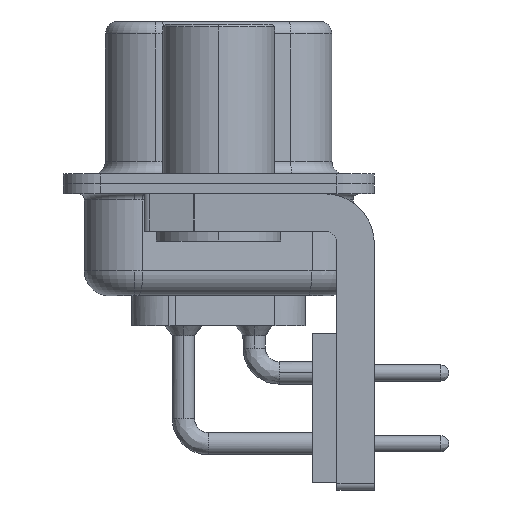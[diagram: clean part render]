
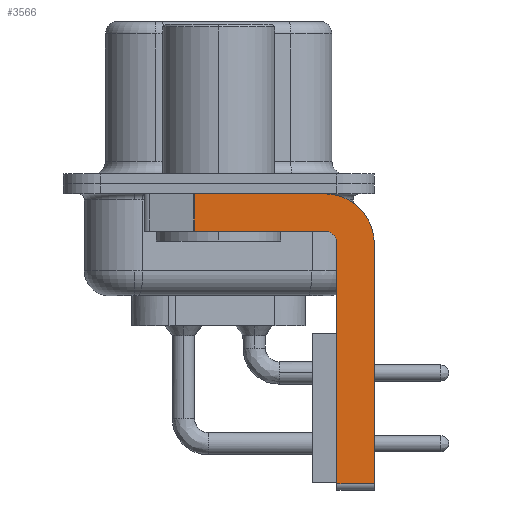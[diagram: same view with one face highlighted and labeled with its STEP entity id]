
A CAD part, left-side view. The second image highlights one B-rep face of the part: STEP entity #3566.
In plain terms, the highlighted planar face has unit normal (-1, 0, 0).
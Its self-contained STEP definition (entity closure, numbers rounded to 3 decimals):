
#605 = EDGE_CURVE ( 'NONE', #9994, #16506, #11221, .T. ) ;
#897 = DIRECTION ( 'NONE',  ( 1., 0., 0. ) ) ;
#1457 = CARTESIAN_POINT ( 'NONE',  ( -2.9, -4.25, -12.05 ) ) ;
#1627 = VERTEX_POINT ( 'NONE', #5071 ) ;
#2233 = DIRECTION ( 'NONE',  ( -1., 0., 0. ) ) ;
#2238 = CARTESIAN_POINT ( 'NONE',  ( -2.9, -4.25, -2.4 ) ) ;
#2270 = DIRECTION ( 'NONE',  ( 0., 0., 1. ) ) ;
#2269 = DIRECTION ( 'NONE',  ( 0., -1., 0. ) ) ;
#2454 = VERTEX_POINT ( 'NONE', #24941 ) ;
#3475 = CARTESIAN_POINT ( 'NONE',  ( -2.9, -4.75, -2.4 ) ) ;
#3566 = ADVANCED_FACE ( 'NONE', ( #5582 ), #6669, .F. ) ;
#4040 = EDGE_CURVE ( 'NONE', #8263, #12869, #12110, .T. ) ;
#5071 = CARTESIAN_POINT ( 'NONE',  ( -2.9, 0.978, -1.9 ) ) ;
#5151 = EDGE_CURVE ( 'NONE', #8263, #9994, #18195, .T. ) ;
#5373 = VERTEX_POINT ( 'NONE', #13638 ) ;
#5389 = CARTESIAN_POINT ( 'NONE',  ( -2.9, -4.25, -2.4 ) ) ;
#5498 = ORIENTED_EDGE ( 'NONE', *, *, #8159, .F. ) ;
#5582 = FACE_OUTER_BOUND ( 'NONE', #11366, .T. ) ;
#5728 = VECTOR ( 'NONE', #23049, 1000. ) ;
#5894 = VECTOR ( 'NONE', #14497, 1000. ) ;
#6337 = CARTESIAN_POINT ( 'NONE',  ( -2.9, 0.978, -1.9 ) ) ;
#6669 = PLANE ( 'NONE',  #11489 ) ;
#6856 = CARTESIAN_POINT ( 'NONE',  ( -2.9, -4.25, -0.4 ) ) ;
#7152 = DIRECTION ( 'NONE',  ( 0., 1., 0. ) ) ;
#7812 = EDGE_CURVE ( 'NONE', #24464, #5373, #28269, .T. ) ;
#7818 = CARTESIAN_POINT ( 'NONE',  ( -2.9, -4.25, -1.9 ) ) ;
#7958 = CARTESIAN_POINT ( 'NONE',  ( -2.9, -4.75, -12.3 ) ) ;
#8159 = EDGE_CURVE ( 'NONE', #2454, #24464, #11869, .T. ) ;
#8263 = VERTEX_POINT ( 'NONE', #11826 ) ;
#9267 = EDGE_CURVE ( 'NONE', #16506, #1627, #20232, .T. ) ;
#9519 = EDGE_CURVE ( 'NONE', #2454, #1627, #21291, .T. ) ;
#9994 = VERTEX_POINT ( 'NONE', #3475 ) ;
#11115 = ORIENTED_EDGE ( 'NONE', *, *, #9519, .T. ) ;
#11221 = CIRCLE ( 'NONE', #14739, 0.5 ) ;
#11366 = EDGE_LOOP ( 'NONE', ( #5498, #11115, #21054, #15735, #12760, #25991, #23453, #27880 ) ) ;
#11489 = AXIS2_PLACEMENT_3D ( 'NONE', #2238, #23635, #22774 ) ;
#11826 = CARTESIAN_POINT ( 'NONE',  ( -2.9, -4.75, -12.05 ) ) ;
#11869 = LINE ( 'NONE', #20601, #5728 ) ;
#12110 = LINE ( 'NONE', #1457, #24410 ) ;
#12760 = ORIENTED_EDGE ( 'NONE', *, *, #5151, .F. ) ;
#12869 = VERTEX_POINT ( 'NONE', #13442 ) ;
#13442 = CARTESIAN_POINT ( 'NONE',  ( -2.9, -6.25, -12.05 ) ) ;
#13638 = CARTESIAN_POINT ( 'NONE',  ( -2.9, -6.25, -2.4 ) ) ;
#14104 = VECTOR ( 'NONE', #7152, 1000. ) ;
#14462 = VECTOR ( 'NONE', #24752, 1000. ) ;
#14497 = DIRECTION ( 'NONE',  ( 0., 0., 1. ) ) ;
#14739 = AXIS2_PLACEMENT_3D ( 'NONE', #5389, #2233, #2270 ) ;
#14806 = CARTESIAN_POINT ( 'NONE',  ( -2.9, -4.25, -2.4 ) ) ;
#15735 = ORIENTED_EDGE ( 'NONE', *, *, #605, .F. ) ;
#16506 = VERTEX_POINT ( 'NONE', #7818 ) ;
#16651 = VECTOR ( 'NONE', #16903, 1000. ) ;
#16903 = DIRECTION ( 'NONE',  ( 0., 0., -1. ) ) ;
#17133 = DIRECTION ( 'NONE',  ( 0., 0., -1. ) ) ;
#18195 = LINE ( 'NONE', #7958, #5894 ) ;
#20232 = LINE ( 'NONE', #23326, #14104 ) ;
#20601 = CARTESIAN_POINT ( 'NONE',  ( -2.9, 3., -0.4 ) ) ;
#21054 = ORIENTED_EDGE ( 'NONE', *, *, #9267, .F. ) ;
#21291 = LINE ( 'NONE', #6337, #14462 ) ;
#21417 = CARTESIAN_POINT ( 'NONE',  ( -2.9, -6.25, -2.4 ) ) ;
#22774 = DIRECTION ( 'NONE',  ( 0., 0., -1. ) ) ;
#22800 = LINE ( 'NONE', #21417, #16651 ) ;
#23049 = DIRECTION ( 'NONE',  ( 0., -1., 0. ) ) ;
#23326 = CARTESIAN_POINT ( 'NONE',  ( -2.9, -4.25, -1.9 ) ) ;
#23453 = ORIENTED_EDGE ( 'NONE', *, *, #29414, .F. ) ;
#23635 = DIRECTION ( 'NONE',  ( 1., 0., 0. ) ) ;
#24268 = AXIS2_PLACEMENT_3D ( 'NONE', #14806, #897, #17133 ) ;
#24410 = VECTOR ( 'NONE', #2269, 1000. ) ;
#24464 = VERTEX_POINT ( 'NONE', #6856 ) ;
#24752 = DIRECTION ( 'NONE',  ( 0., 0., -1. ) ) ;
#24941 = CARTESIAN_POINT ( 'NONE',  ( -2.9, 0.978, -0.4 ) ) ;
#25991 = ORIENTED_EDGE ( 'NONE', *, *, #4040, .T. ) ;
#27880 = ORIENTED_EDGE ( 'NONE', *, *, #7812, .F. ) ;
#28269 = CIRCLE ( 'NONE', #24268, 2. ) ;
#29414 = EDGE_CURVE ( 'NONE', #5373, #12869, #22800, .T. ) ;
